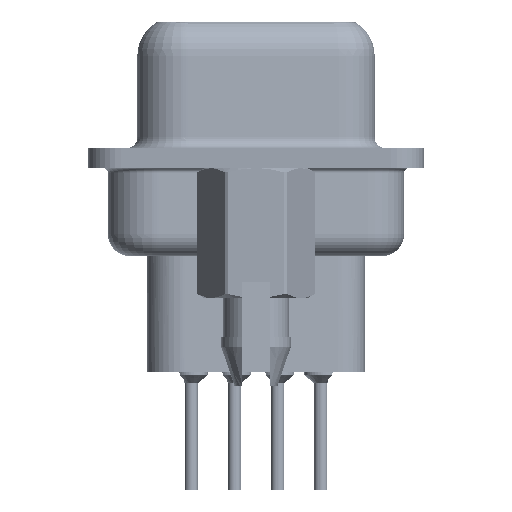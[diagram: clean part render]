
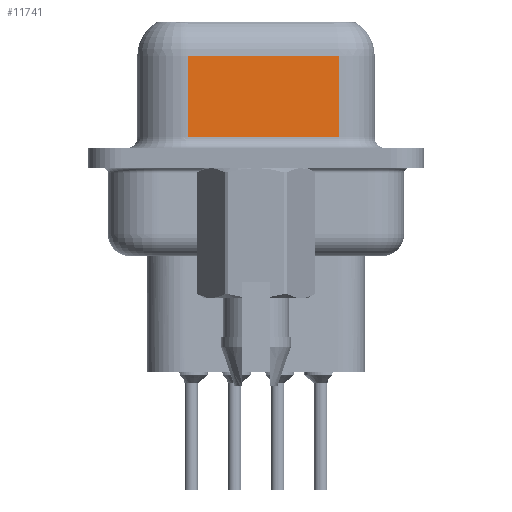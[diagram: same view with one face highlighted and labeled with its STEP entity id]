
A CAD part, left-side view. The second image highlights one B-rep face of the part: STEP entity #11741.
In plain terms, the highlighted planar face has unit normal (-0.985, -0.174, 0).
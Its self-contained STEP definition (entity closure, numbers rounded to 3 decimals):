
#87 = FACE_OUTER_BOUND ( 'NONE', #21829, .T. ) ;
#787 = LINE ( 'NONE', #23668, #14869 ) ;
#7536 = CARTESIAN_POINT ( 'NONE',  ( 5.697, -3.797, 0.95 ) ) ;
#8695 = CARTESIAN_POINT ( 'NONE',  ( 5.697, -3.797, 6.45 ) ) ;
#9303 = VECTOR ( 'NONE', #58520, 1000. ) ;
#9572 = DIRECTION ( 'NONE',  ( 0.985, 0.174, 0. ) ) ;
#11610 = CARTESIAN_POINT ( 'NONE',  ( 5.697, -3.797, 0.95 ) ) ;
#11741 = ADVANCED_FACE ( 'NONE', ( #87 ), #58690, .F. ) ;
#14180 = DIRECTION ( 'NONE',  ( -0.174, 0.985, 0. ) ) ;
#14869 = VECTOR ( 'NONE', #42131, 1000. ) ;
#15215 = LINE ( 'NONE', #11610, #40242 ) ;
#15807 = VECTOR ( 'NONE', #14180, 1000. ) ;
#17389 = VERTEX_POINT ( 'NONE', #7536 ) ;
#20871 = EDGE_CURVE ( 'NONE', #43605, #17389, #15215, .T. ) ;
#21829 = EDGE_LOOP ( 'NONE', ( #56900, #49158, #36749, #55368 ) ) ;
#22054 = DIRECTION ( 'NONE',  ( -0.174, 0.985, 0. ) ) ;
#23668 = CARTESIAN_POINT ( 'NONE',  ( 4.48, 3.103, 6.45 ) ) ;
#26827 = AXIS2_PLACEMENT_3D ( 'NONE', #8695, #9572, #22054 ) ;
#28994 = EDGE_CURVE ( 'NONE', #46894, #50856, #32023, .T. ) ;
#30251 = LINE ( 'NONE', #34721, #9303 ) ;
#32023 = LINE ( 'NONE', #50187, #15807 ) ;
#34721 = CARTESIAN_POINT ( 'NONE',  ( 5.697, -3.797, 6.45 ) ) ;
#36749 = ORIENTED_EDGE ( 'NONE', *, *, #55733, .T. ) ;
#38217 = CARTESIAN_POINT ( 'NONE',  ( 4.48, 3.103, 0.95 ) ) ;
#38413 = DIRECTION ( 'NONE',  ( 0.174, -0.985, 0. ) ) ;
#40242 = VECTOR ( 'NONE', #38413, 1000. ) ;
#41532 = CARTESIAN_POINT ( 'NONE',  ( 4.48, 3.103, 4.7 ) ) ;
#42131 = DIRECTION ( 'NONE',  ( 0., 0., -1. ) ) ;
#43605 = VERTEX_POINT ( 'NONE', #38217 ) ;
#45946 = EDGE_CURVE ( 'NONE', #46894, #17389, #30251, .T. ) ;
#46894 = VERTEX_POINT ( 'NONE', #57861 ) ;
#49158 = ORIENTED_EDGE ( 'NONE', *, *, #28994, .T. ) ;
#50187 = CARTESIAN_POINT ( 'NONE',  ( 5.697, -3.797, 4.7 ) ) ;
#50856 = VERTEX_POINT ( 'NONE', #41532 ) ;
#55368 = ORIENTED_EDGE ( 'NONE', *, *, #20871, .T. ) ;
#55733 = EDGE_CURVE ( 'NONE', #50856, #43605, #787, .T. ) ;
#56900 = ORIENTED_EDGE ( 'NONE', *, *, #45946, .F. ) ;
#57861 = CARTESIAN_POINT ( 'NONE',  ( 5.697, -3.797, 4.7 ) ) ;
#58520 = DIRECTION ( 'NONE',  ( 0., 0., -1. ) ) ;
#58690 = PLANE ( 'NONE',  #26827 ) ;
